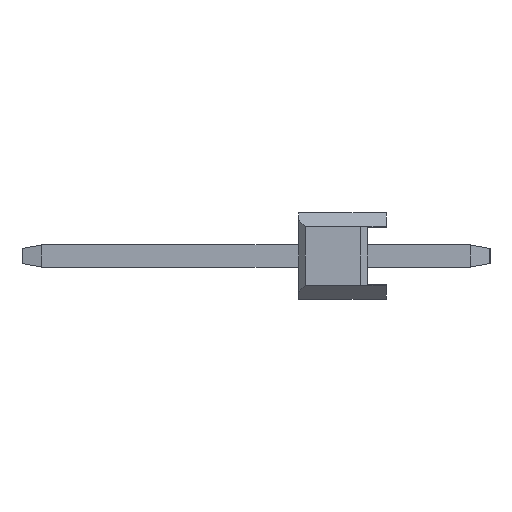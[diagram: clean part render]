
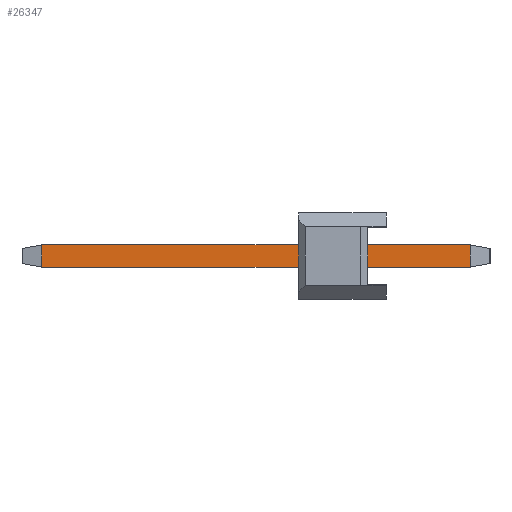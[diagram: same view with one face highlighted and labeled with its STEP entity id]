
A CAD part, left-side view. The second image highlights one B-rep face of the part: STEP entity #26347.
In plain terms, the highlighted planar face has unit normal (-1, 0, 0).
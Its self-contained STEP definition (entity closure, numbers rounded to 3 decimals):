
#795 = DIRECTION ( 'NONE',  ( 0., 0., 1. ) ) ;
#2235 = LINE ( 'NONE', #11755, #30175 ) ;
#2517 = DIRECTION ( 'NONE',  ( 0., -1., 0. ) ) ;
#2648 = VECTOR ( 'NONE', #25382, 1000. ) ;
#2877 = CARTESIAN_POINT ( 'NONE',  ( -0.32, -2.433, -0.32 ) ) ;
#3628 = VERTEX_POINT ( 'NONE', #10767 ) ;
#6296 = AXIS2_PLACEMENT_3D ( 'NONE', #30774, #9429, #18968 ) ;
#6343 = LINE ( 'NONE', #15880, #2648 ) ;
#7932 = ORIENTED_EDGE ( 'NONE', *, *, #30305, .T. ) ;
#9429 = DIRECTION ( 'NONE',  ( 1., 0., 0. ) ) ;
#10435 = EDGE_CURVE ( 'NONE', #18690, #3628, #14356, .T. ) ;
#10767 = CARTESIAN_POINT ( 'NONE',  ( -0.32, -2.433, 0.32 ) ) ;
#11052 = ORIENTED_EDGE ( 'NONE', *, *, #10435, .F. ) ;
#11166 = CARTESIAN_POINT ( 'NONE',  ( -0.32, 9.973, 0.32 ) ) ;
#11755 = CARTESIAN_POINT ( 'NONE',  ( -0.32, 10.54, -0.32 ) ) ;
#11762 = FACE_OUTER_BOUND ( 'NONE', #14564, .T. ) ;
#12664 = LINE ( 'NONE', #22180, #19385 ) ;
#14356 = LINE ( 'NONE', #23879, #29609 ) ;
#14564 = EDGE_LOOP ( 'NONE', ( #17435, #19318, #11052, #7932 ) ) ;
#14633 = VERTEX_POINT ( 'NONE', #2877 ) ;
#15880 = CARTESIAN_POINT ( 'NONE',  ( -0.32, 9.973, -0.32 ) ) ;
#17435 = ORIENTED_EDGE ( 'NONE', *, *, #24320, .T. ) ;
#18690 = VERTEX_POINT ( 'NONE', #11166 ) ;
#18968 = DIRECTION ( 'NONE',  ( 0., 0., -1. ) ) ;
#19314 = EDGE_CURVE ( 'NONE', #14633, #3628, #12664, .T. ) ;
#19318 = ORIENTED_EDGE ( 'NONE', *, *, #19314, .T. ) ;
#19385 = VECTOR ( 'NONE', #795, 1000. ) ;
#21270 = DIRECTION ( 'NONE',  ( 0., -1., 0. ) ) ;
#21277 = PLANE ( 'NONE',  #6296 ) ;
#21594 = CARTESIAN_POINT ( 'NONE',  ( -0.32, 9.973, -0.32 ) ) ;
#22180 = CARTESIAN_POINT ( 'NONE',  ( -0.32, -2.433, 0.32 ) ) ;
#23879 = CARTESIAN_POINT ( 'NONE',  ( -0.32, 10.54, 0.32 ) ) ;
#24320 = EDGE_CURVE ( 'NONE', #24367, #14633, #2235, .T. ) ;
#24367 = VERTEX_POINT ( 'NONE', #21594 ) ;
#25382 = DIRECTION ( 'NONE',  ( 0., 0., -1. ) ) ;
#26347 = ADVANCED_FACE ( 'NONE', ( #11762 ), #21277, .F. ) ;
#29609 = VECTOR ( 'NONE', #2517, 1000. ) ;
#30175 = VECTOR ( 'NONE', #21270, 1000. ) ;
#30305 = EDGE_CURVE ( 'NONE', #18690, #24367, #6343, .T. ) ;
#30774 = CARTESIAN_POINT ( 'NONE',  ( -0.32, 10.54, 0.32 ) ) ;
